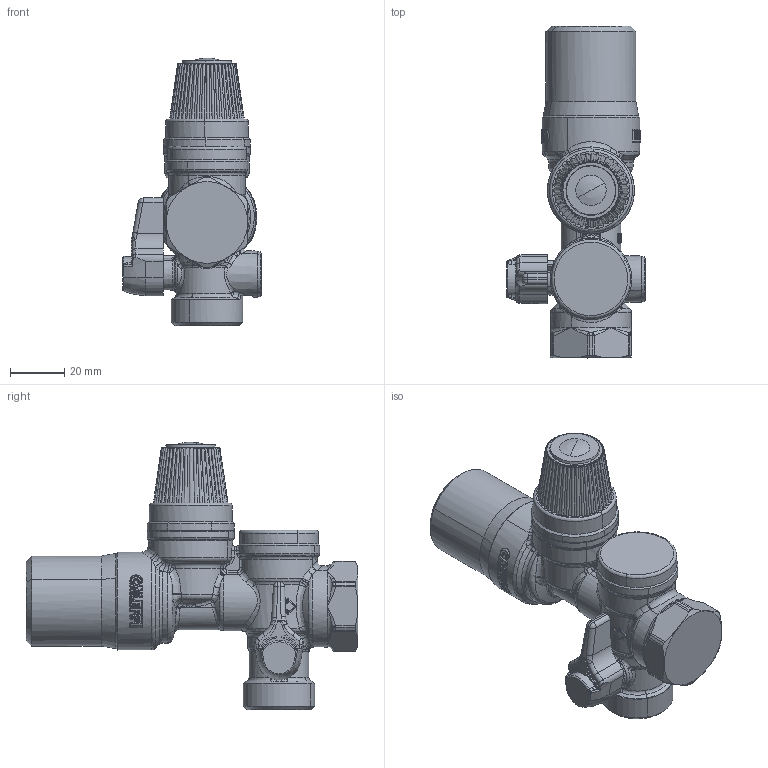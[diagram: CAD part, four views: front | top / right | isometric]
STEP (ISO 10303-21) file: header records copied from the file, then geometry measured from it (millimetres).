
FILE_DESCRIPTION(('CATIA V5 STEP Exchange'),'2;1');
FILE_NAME('STEP_526150_-_TST.stp','2017-06-12T12:24:19+00:00',('none'),('none'),'CATIA Version 5-6 Release 2014 SP5','CATIA V5 STEP AP203','none');
FILE_SCHEMA(('CONFIG_CONTROL_DESIGN'));
Products named in the file (1): 526150 - TST
Bounding box: 51 x 122 x 98.41 mm (x, y, z)
Volume: 141949.1 mm3; surface area: 24191.2 mm2
Topology: 1 solids, 3 shells, 1971 faces, 4764 edges, 2591 vertices
Faces by surface type: bspline 1078, cylinder 270, sphere 188, torus 143, plane 125, cone 111, extrusion 55, revolution 1
Entity records: 114287 total; most frequent: CARTESIAN_POINT 81197, ORIENTED_EDGE 9072, EDGE_CURVE 4536, B_SPLINE_CURVE_WITH_KNOTS 3228, VERTEX_POINT 2591, DIRECTION 2578, EDGE_LOOP 1993, ADVANCED_FACE 1971
